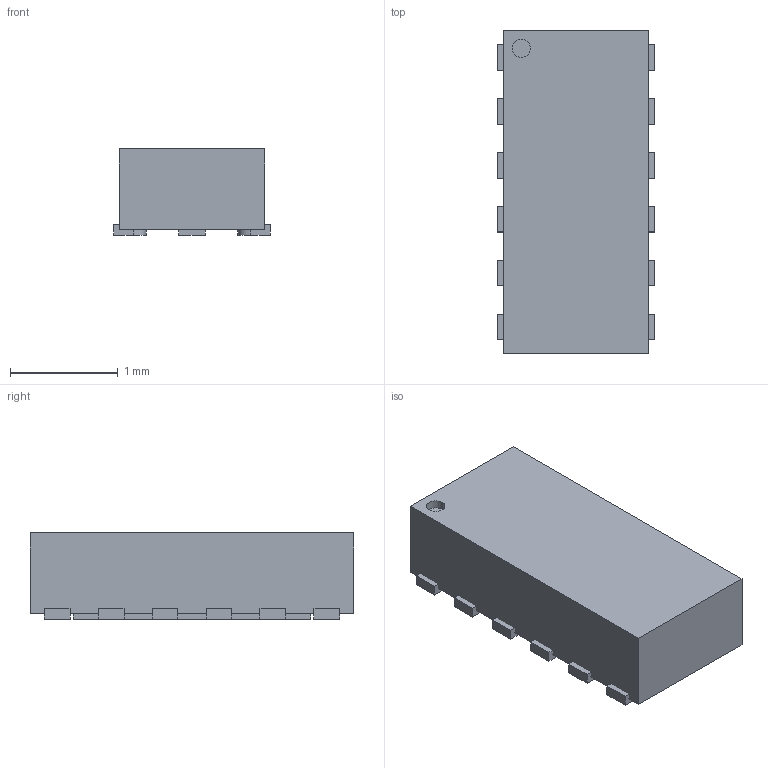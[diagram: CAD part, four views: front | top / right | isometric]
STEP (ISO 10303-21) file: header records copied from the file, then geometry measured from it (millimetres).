
FILE_DESCRIPTION (( 'STEP AP214' ), '1' );
FILE_NAME ('DFN12_3x1.35-QFN-12L.STEP', '2020-06-08T22:18:27', ( 'Bee-bee-mama' ), ( '' ), 'SwSTEP 2.0', 'SolidWorks 2018', '' );
FILE_SCHEMA (( 'AUTOMOTIVE_DESIGN' ));
Length unit declared in the file: millimetre
Products named in the file (1): DFN12_3x1.35-QFN-12L
Bounding box: 1.45 x 3 x 0.8 mm (x, y, z)
Volume: 3.2 mm3; surface area: 19 mm2
Topology: 14 solids, 14 shells, 93 faces, 192 edges, 128 vertices
Faces by surface type: plane 73, cylinder 20
Entity records: 2630 total; most frequent: DIRECTION 420, CARTESIAN_POINT 414, ORIENTED_EDGE 384, EDGE_CURVE 192, LINE 152, VECTOR 152, AXIS2_PLACEMENT_3D 134, VERTEX_POINT 128
